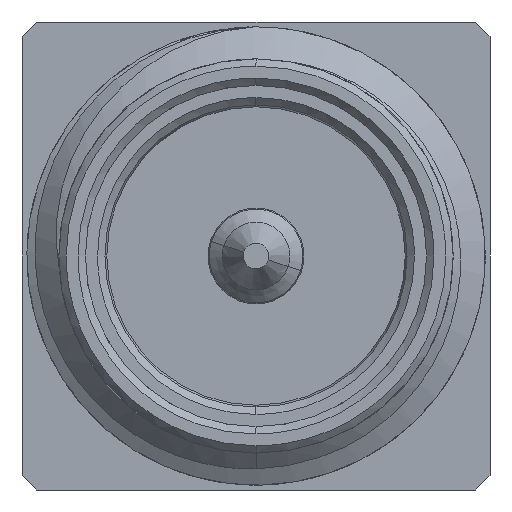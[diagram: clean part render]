
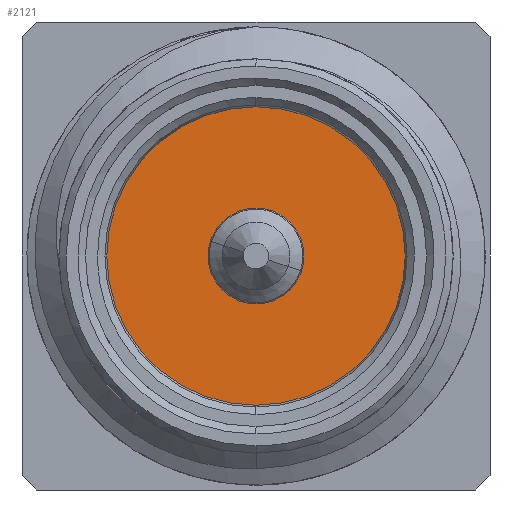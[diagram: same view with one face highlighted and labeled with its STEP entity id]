
A CAD part, left-side view. The second image highlights one B-rep face of the part: STEP entity #2121.
In plain terms, the highlighted planar face has unit normal (-1, 0, 0).
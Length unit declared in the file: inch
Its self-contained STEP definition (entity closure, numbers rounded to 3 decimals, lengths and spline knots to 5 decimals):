
#222 = CARTESIAN_POINT ( 'NONE',  ( 0., -0.08012, -0.08012 ) ) ;
#244 = VERTEX_POINT ( 'NONE', #769 ) ;
#367 = CIRCLE ( 'NONE', #1980, 0.02559 ) ;
#393 = DIRECTION ( 'NONE',  ( 1., 0., 0. ) ) ;
#769 = CARTESIAN_POINT ( 'NONE',  ( 0., 0., -0.02559 ) ) ;
#809 = DIRECTION ( 'NONE',  ( -1., 0., 0. ) ) ;
#998 = VERTEX_POINT ( 'NONE', #3808 ) ;
#1292 = DIRECTION ( 'NONE',  ( 0., 0., -1. ) ) ;
#1398 = EDGE_CURVE ( 'NONE', #2920, #998, #6104, .T. ) ;
#1685 = ORIENTED_EDGE ( 'NONE', *, *, #4231, .F. ) ;
#1961 = CARTESIAN_POINT ( 'NONE',  ( 0., 0., 0. ) ) ;
#1975 = ORIENTED_EDGE ( 'NONE', *, *, #4643, .T. ) ;
#1980 = AXIS2_PLACEMENT_3D ( 'NONE', #5405, #2853, #3865 ) ;
#1993 = CARTESIAN_POINT ( 'NONE',  ( 0., 0., 0. ) ) ;
#2047 = FACE_BOUND ( 'NONE', #3829, .T. ) ;
#2060 = EDGE_LOOP ( 'NONE', ( #1685, #4827 ) ) ;
#2121 = ADVANCED_FACE ( 'NONE', ( #2047, #4199 ), #6235, .T. ) ;
#2302 = AXIS2_PLACEMENT_3D ( 'NONE', #5969, #393, #4497 ) ;
#2352 = DIRECTION ( 'NONE',  ( 1., 0., 0. ) ) ;
#2473 = AXIS2_PLACEMENT_3D ( 'NONE', #1961, #2352, #1292 ) ;
#2713 = DIRECTION ( 'NONE',  ( 0., 0., 1. ) ) ;
#2853 = DIRECTION ( 'NONE',  ( 1., 0., 0. ) ) ;
#2920 = VERTEX_POINT ( 'NONE', #3962 ) ;
#3539 = EDGE_CURVE ( 'NONE', #5146, #244, #367, .T. ) ;
#3808 = CARTESIAN_POINT ( 'NONE',  ( 0., 0., 0.07972 ) ) ;
#3829 = EDGE_LOOP ( 'NONE', ( #1975, #3957 ) ) ;
#3865 = DIRECTION ( 'NONE',  ( 0., 0., -1. ) ) ;
#3957 = ORIENTED_EDGE ( 'NONE', *, *, #3539, .T. ) ;
#3962 = CARTESIAN_POINT ( 'NONE',  ( 0., 0., -0.07972 ) ) ;
#4049 = DIRECTION ( 'NONE',  ( 1., 0., 0. ) ) ;
#4199 = FACE_OUTER_BOUND ( 'NONE', #2060, .T. ) ;
#4231 = EDGE_CURVE ( 'NONE', #998, #2920, #5953, .T. ) ;
#4497 = DIRECTION ( 'NONE',  ( 0., 0., 1. ) ) ;
#4643 = EDGE_CURVE ( 'NONE', #244, #5146, #4947, .T. ) ;
#4827 = ORIENTED_EDGE ( 'NONE', *, *, #1398, .F. ) ;
#4947 = CIRCLE ( 'NONE', #2473, 0.02559 ) ;
#5030 = CARTESIAN_POINT ( 'NONE',  ( 0., 0., 0.02559 ) ) ;
#5146 = VERTEX_POINT ( 'NONE', #5030 ) ;
#5405 = CARTESIAN_POINT ( 'NONE',  ( 0., 0., 0. ) ) ;
#5584 = DIRECTION ( 'NONE',  ( 0., 0., 1. ) ) ;
#5953 = CIRCLE ( 'NONE', #2302, 0.07972 ) ;
#5969 = CARTESIAN_POINT ( 'NONE',  ( 0., 0., 0. ) ) ;
#6104 = CIRCLE ( 'NONE', #6207, 0.07972 ) ;
#6207 = AXIS2_PLACEMENT_3D ( 'NONE', #1993, #4049, #5584 ) ;
#6235 = PLANE ( 'NONE',  #6644 ) ;
#6644 = AXIS2_PLACEMENT_3D ( 'NONE', #222, #809, #2713 ) ;
